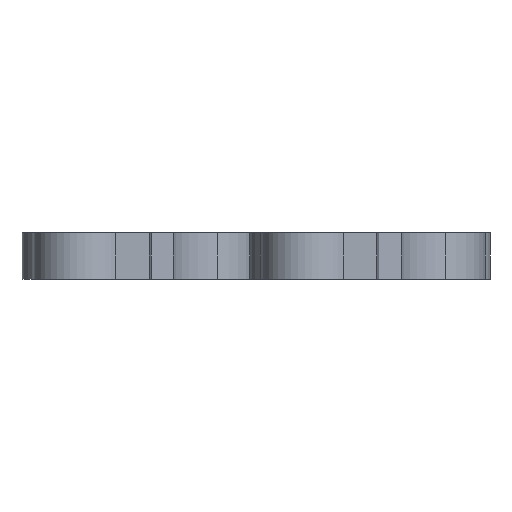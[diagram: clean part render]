
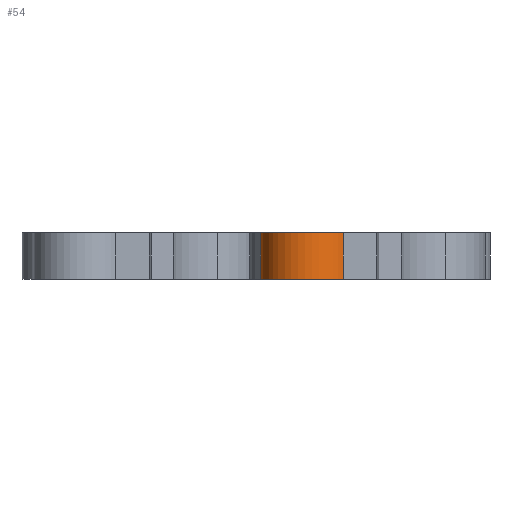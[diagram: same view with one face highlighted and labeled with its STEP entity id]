
A CAD part, left-side view. The second image highlights one B-rep face of the part: STEP entity #54.
In plain terms, the highlighted free-form (B-spline) face has degree [2, 1] with [9, 2] control points.
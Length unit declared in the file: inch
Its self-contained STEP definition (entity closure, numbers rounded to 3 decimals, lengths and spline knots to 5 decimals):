
#54=ADVANCED_FACE('',(#122),#1174,.T.);
#122=FACE_OUTER_BOUND('',#190,.T.);
#190=EDGE_LOOP('',(#334,#335,#336,#337));
#334=ORIENTED_EDGE('',*,*,#699,.T.);
#335=ORIENTED_EDGE('',*,*,#700,.T.);
#336=ORIENTED_EDGE('',*,*,#701,.F.);
#337=ORIENTED_EDGE('',*,*,#697,.F.);
#697=EDGE_CURVE('',#1062,#1063,#889,.T.);
#699=EDGE_CURVE('',#1062,#1064,#891,.T.);
#700=EDGE_CURVE('',#1064,#1065,#892,.T.);
#701=EDGE_CURVE('',#1063,#1065,#893,.T.);
#889=(
BOUNDED_CURVE()
B_SPLINE_CURVE(1,(#1762,#1763),.UNSPECIFIED.,.F.,.F.)
B_SPLINE_CURVE_WITH_KNOTS((2,2),(0.,0.0625),.UNSPECIFIED.)
CURVE()
GEOMETRIC_REPRESENTATION_ITEM()
RATIONAL_B_SPLINE_CURVE((1.,1.))
REPRESENTATION_ITEM('')
);
#891=(
BOUNDED_CURVE()
B_SPLINE_CURVE(2,(#1767,#1768,#1769,#1770,#1771,#1772,#1773,#1774,#1775),
 .UNSPECIFIED.,.F.,.F.)
B_SPLINE_CURVE_WITH_KNOTS((3,2,2,2,3),(5.47834,5.54169,
5.60504,5.66839,5.73175),.UNSPECIFIED.)
CURVE()
GEOMETRIC_REPRESENTATION_ITEM()
RATIONAL_B_SPLINE_CURVE((1.,0.886,1.023,0.897,
1.023,0.897,1.023,0.886,1.))
REPRESENTATION_ITEM('')
);
#892=(
BOUNDED_CURVE()
B_SPLINE_CURVE(1,(#1776,#1777),.UNSPECIFIED.,.F.,.F.)
B_SPLINE_CURVE_WITH_KNOTS((2,2),(0.,0.0625),.UNSPECIFIED.)
CURVE()
GEOMETRIC_REPRESENTATION_ITEM()
RATIONAL_B_SPLINE_CURVE((1.,1.))
REPRESENTATION_ITEM('')
);
#893=(
BOUNDED_CURVE()
B_SPLINE_CURVE(2,(#1778,#1779,#1780,#1781,#1782,#1783,#1784,#1785,#1786),
 .UNSPECIFIED.,.F.,.F.)
B_SPLINE_CURVE_WITH_KNOTS((3,2,2,2,3),(5.47834,5.54169,
5.60504,5.66839,5.73175),.UNSPECIFIED.)
CURVE()
GEOMETRIC_REPRESENTATION_ITEM()
RATIONAL_B_SPLINE_CURVE((1.,0.886,1.023,0.897,
1.023,0.897,1.023,0.886,1.))
REPRESENTATION_ITEM('')
);
#1062=VERTEX_POINT('',#1557);
#1063=VERTEX_POINT('',#1558);
#1064=VERTEX_POINT('',#1559);
#1065=VERTEX_POINT('',#1560);
#1174=(
BOUNDED_SURFACE()
B_SPLINE_SURFACE(2,1,((#1399,#1400),(#1401,#1402),(#1403,#1404),(#1405,
#1406),(#1407,#1408),(#1409,#1410),(#1411,#1412),(#1413,#1414),(#1415,#1416)),
 .UNSPECIFIED.,.F.,.F.,.F.)
B_SPLINE_SURFACE_WITH_KNOTS((3,2,2,2,3),(2,2),(5.47834,5.54169,
5.60504,5.66839,5.73175),(0.,0.0625),
 .UNSPECIFIED.)
GEOMETRIC_REPRESENTATION_ITEM()
RATIONAL_B_SPLINE_SURFACE(((1.023,1.023),(0.897,
0.897),(1.023,1.023),(0.897,
0.897),(1.023,1.023),(0.897,
0.897),(1.023,1.023),(0.897,
0.897),(1.023,1.023)))
REPRESENTATION_ITEM('')
SURFACE()
);
#1399=CARTESIAN_POINT('',(9.42042,1.87465,0.));
#1400=CARTESIAN_POINT('',(9.42042,1.87465,0.0625));
#1401=CARTESIAN_POINT('',(9.42138,1.90928,0.));
#1402=CARTESIAN_POINT('',(9.42138,1.90928,0.0625));
#1403=CARTESIAN_POINT('',(9.39264,1.92864,0.));
#1404=CARTESIAN_POINT('',(9.39264,1.92864,0.0625));
#1405=CARTESIAN_POINT('',(9.36391,1.94799,0.));
#1406=CARTESIAN_POINT('',(9.36391,1.94799,0.0625));
#1407=CARTESIAN_POINT('',(9.33217,1.93409,0.));
#1408=CARTESIAN_POINT('',(9.33217,1.93409,0.0625));
#1409=CARTESIAN_POINT('',(9.30043,1.92019,0.));
#1410=CARTESIAN_POINT('',(9.30043,1.92019,0.0625));
#1411=CARTESIAN_POINT('',(9.29518,1.88595,0.));
#1412=CARTESIAN_POINT('',(9.29518,1.88595,0.0625));
#1413=CARTESIAN_POINT('',(9.28992,1.85171,0.));
#1414=CARTESIAN_POINT('',(9.28992,1.85171,0.0625));
#1415=CARTESIAN_POINT('',(9.31602,1.82892,0.));
#1416=CARTESIAN_POINT('',(9.31602,1.82892,0.0625));
#1557=CARTESIAN_POINT('',(9.42042,1.87465,0.));
#1558=CARTESIAN_POINT('',(9.42042,1.87465,0.0625));
#1559=CARTESIAN_POINT('',(9.31602,1.82892,0.));
#1560=CARTESIAN_POINT('',(9.31602,1.82892,0.0625));
#1762=CARTESIAN_POINT('',(9.42042,1.87465,0.));
#1763=CARTESIAN_POINT('',(9.42042,1.87465,0.0625));
#1767=CARTESIAN_POINT('',(9.42042,1.87465,0.));
#1768=CARTESIAN_POINT('',(9.42138,1.90928,0.));
#1769=CARTESIAN_POINT('',(9.39264,1.92864,0.));
#1770=CARTESIAN_POINT('',(9.36391,1.94799,0.));
#1771=CARTESIAN_POINT('',(9.33217,1.93409,0.));
#1772=CARTESIAN_POINT('',(9.30043,1.92019,0.));
#1773=CARTESIAN_POINT('',(9.29518,1.88595,0.));
#1774=CARTESIAN_POINT('',(9.28992,1.85171,0.));
#1775=CARTESIAN_POINT('',(9.31602,1.82892,0.));
#1776=CARTESIAN_POINT('',(9.31602,1.82892,0.));
#1777=CARTESIAN_POINT('',(9.31602,1.82892,0.0625));
#1778=CARTESIAN_POINT('',(9.42042,1.87465,0.0625));
#1779=CARTESIAN_POINT('',(9.42138,1.90928,0.0625));
#1780=CARTESIAN_POINT('',(9.39264,1.92864,0.0625));
#1781=CARTESIAN_POINT('',(9.36391,1.94799,0.0625));
#1782=CARTESIAN_POINT('',(9.33217,1.93409,0.0625));
#1783=CARTESIAN_POINT('',(9.30043,1.92019,0.0625));
#1784=CARTESIAN_POINT('',(9.29518,1.88595,0.0625));
#1785=CARTESIAN_POINT('',(9.28992,1.85171,0.0625));
#1786=CARTESIAN_POINT('',(9.31602,1.82892,0.0625));
